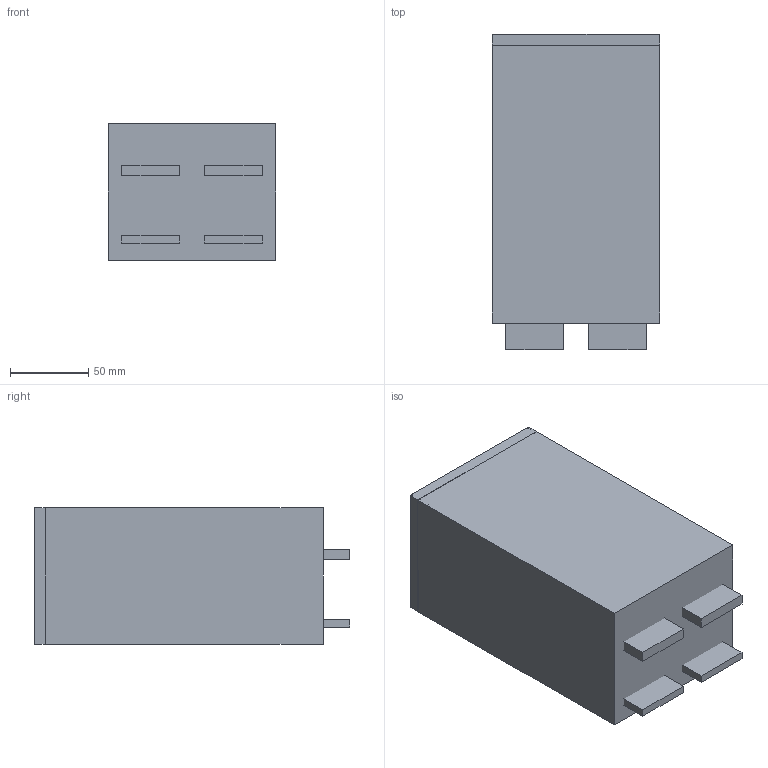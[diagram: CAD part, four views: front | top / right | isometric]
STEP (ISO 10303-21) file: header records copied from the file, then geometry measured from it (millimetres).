
FILE_DESCRIPTION(/* description */ (''),/* implementation_level */ '2;1');
FILE_NAME(/* name */ 'Battiebox_alt_ohne_Verschl_v9.step',/* time_stamp */ '2025-03-29T15:10:59+01:00',/* author */ (''),/* organization */ (''),/* preprocessor_version */ 'ST-DEVELOPER v20.1',/* originating_system */ 'Autodesk Translation Framework v14.4.0.0',/* authorisation */ '');
FILE_SCHEMA (('AUTOMOTIVE_DESIGN { 1 0 10303 214 3 1 1 }'));
Length unit declared in the file: millimetre
Products named in the file (7): Battiebox_alt_ohne_Verschl; innenleben; voll; leer; Component5; Component6; Component7
Assembly tree (6 placements, depth 2):
  Battiebox_alt_ohne_Verschl
    innenleben
    voll
    leer
    Component5
    Component6
    Component7
Bounding box: 107.5 x 202 x 87.5 mm (x, y, z)
Surface area: 1126420.5 mm2
Topology: 36 solids, 36 shells, 392 faces, 1001 edges, 660 vertices
Faces by surface type: plane 303, cylinder 61, cone 24, sphere 4
Full cylindrical faces by diameter (mm): 2 x33
Entity records: 13431 total; most frequent: CARTESIAN_POINT 3842, ORIENTED_EDGE 1962, DIRECTION 1823, EDGE_CURVE 981, LINE 785, VECTOR 785, VERTEX_POINT 660, AXIS2_PLACEMENT_3D 519
